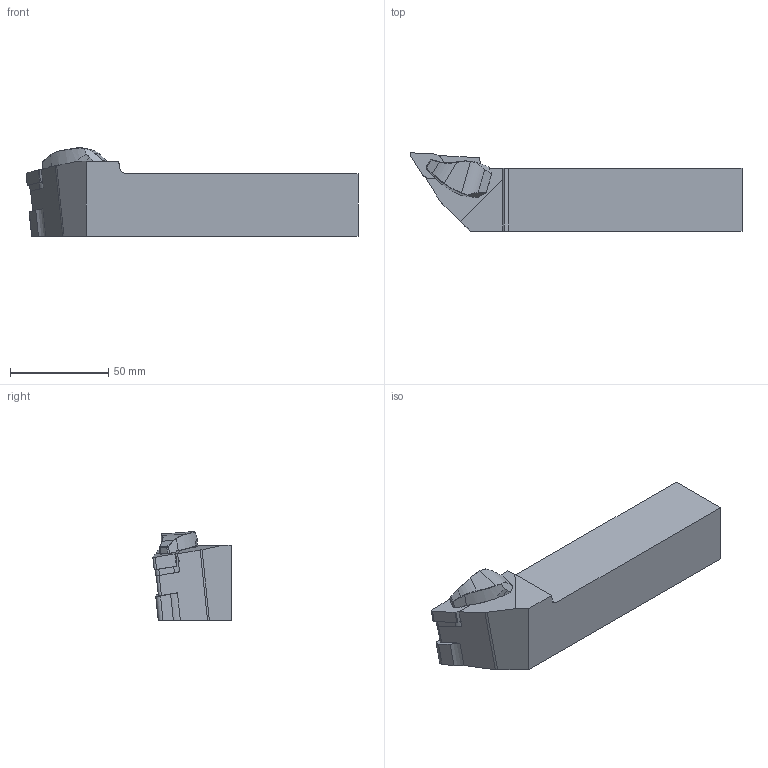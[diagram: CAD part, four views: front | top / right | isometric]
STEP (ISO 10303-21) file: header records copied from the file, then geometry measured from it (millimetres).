
FILE_DESCRIPTION(/* description */ (''),/* implementation_level */ '2;1');
FILE_NAME(/* name */ 'TDJNL-3232-P15-H.stp',/* time_stamp */ '2023-10-17T19:13:33+03:00',/* author */ (''),/* organization */ (''),/* preprocessor_version */ 'ST-DEVELOPER v19.4',/* originating_system */ 'SIEMENS PLM Software NX2306.3001',/* authorisation */ '');
FILE_SCHEMA (('AUTOMOTIVE_DESIGN { 1 0 10303 214 3 1 1 1 }'));
Length unit declared in the file: millimetre
Products named in the file (1): TDJNR-3232-P15-H
Bounding box: 169.32 x 39.92 x 45.28 mm (x, y, z)
Volume: 169809.9 mm3; surface area: 25019.5 mm2
Topology: 2 solids, 2 shells, 131 faces, 345 edges, 217 vertices
Faces by surface type: plane 69, cylinder 24, bspline 21, cone 14, extrusion 2, torus 1
Entity records: 4233 total; most frequent: CARTESIAN_POINT 1169, ORIENTED_EDGE 686, DIRECTION 544, EDGE_CURVE 343, VERTEX_POINT 217, VECTOR 190, LINE 188, AXIS2_PLACEMENT_3D 177
